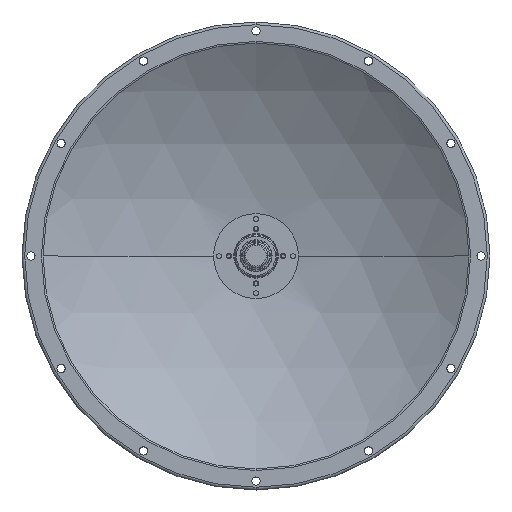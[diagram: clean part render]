
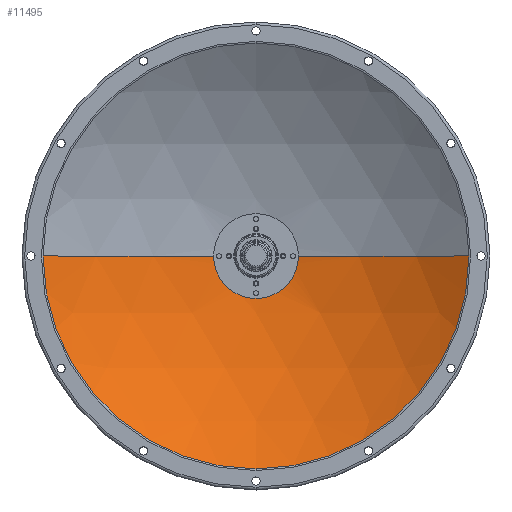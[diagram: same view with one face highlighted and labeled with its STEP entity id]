
A CAD part, top view. The second image highlights one B-rep face of the part: STEP entity #11495.
In plain terms, the highlighted spherical face has radius 336.716 mm.
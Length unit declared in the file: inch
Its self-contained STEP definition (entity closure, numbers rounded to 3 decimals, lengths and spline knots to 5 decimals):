
#567 = VERTEX_POINT ( 'NONE', #44156 ) ;
#642 = VERTEX_POINT ( 'NONE', #44105 ) ;
#649 = VERTEX_POINT ( 'NONE', #44178 ) ;
#682 = VERTEX_POINT ( 'NONE', #44179 ) ;
#686 = VERTEX_POINT ( 'NONE', #44228 ) ;
#691 = VERTEX_POINT ( 'NONE', #44223 ) ;
#1855 = EDGE_LOOP ( 'NONE', ( #7095, #36851, #6859, #37143, #36948, #37097 ) ) ;
#6859 = ORIENTED_EDGE ( 'NONE', *, *, #39757, .T. ) ;
#7095 = ORIENTED_EDGE ( 'NONE', *, *, #13949, .T. ) ;
#11495 = ADVANCED_FACE ( 'NONE', ( #46322 ), #46327, .F. ) ;
#13769 = EDGE_CURVE ( 'NONE', #691, #649, #32043, .T. ) ;
#13949 = EDGE_CURVE ( 'NONE', #686, #682, #32277, .T. ) ;
#15522 = AXIS2_PLACEMENT_3D ( 'NONE', #17122, #17123, #17124 ) ;
#15524 = AXIS2_PLACEMENT_3D ( 'NONE', #17125, #17126, #17127 ) ;
#15526 = AXIS2_PLACEMENT_3D ( 'NONE', #17130, #17131, #17132 ) ;
#17116 = CARTESIAN_POINT ( 'NONE',  ( 0., 2.50017, 0. ) ) ;
#17117 = DIRECTION ( 'NONE',  ( 0., 1., 0. ) ) ;
#17118 = DIRECTION ( 'NONE',  ( 0., 0., -1. ) ) ;
#17122 = CARTESIAN_POINT ( 'NONE',  ( 0., -10.66397, 0. ) ) ;
#17123 = DIRECTION ( 'NONE',  ( 0., 0., 1. ) ) ;
#17124 = DIRECTION ( 'NONE',  ( 1., 0., 0. ) ) ;
#17125 = CARTESIAN_POINT ( 'NONE',  ( 0., 0.01941, 0. ) ) ;
#17126 = DIRECTION ( 'NONE',  ( 0., -1., 0. ) ) ;
#17127 = DIRECTION ( 'NONE',  ( 0., 0., -1. ) ) ;
#17130 = CARTESIAN_POINT ( 'NONE',  ( 0., -10.66397, 0. ) ) ;
#17131 = DIRECTION ( 'NONE',  ( 0., 0., -1. ) ) ;
#17132 = DIRECTION ( 'NONE',  ( -1., 0., 0. ) ) ;
#18239 = CIRCLE ( 'NONE', #15522, 13.25654 ) ;
#18243 = CIRCLE ( 'NONE', #26391, 1.5625 ) ;
#18249 = CIRCLE ( 'NONE', #15524, 7.84865 ) ;
#18250 = CIRCLE ( 'NONE', #15526, 13.25654 ) ;
#25161 = AXIS2_PLACEMENT_3D ( 'NONE', #34441, #34442, #34443 ) ;
#25249 = AXIS2_PLACEMENT_3D ( 'NONE', #31814, #31815, #31817 ) ;
#26391 = AXIS2_PLACEMENT_3D ( 'NONE', #17116, #17117, #17118 ) ;
#31814 = CARTESIAN_POINT ( 'NONE',  ( 0., 2.50017, 0. ) ) ;
#31815 = DIRECTION ( 'NONE',  ( 0., 1., 0. ) ) ;
#31817 = DIRECTION ( 'NONE',  ( 0., 0., -1. ) ) ;
#32043 = CIRCLE ( 'NONE', #25161, 7.84865 ) ;
#32277 = CIRCLE ( 'NONE', #25249, 1.5625 ) ;
#34441 = CARTESIAN_POINT ( 'NONE',  ( 0., 0.01941, 0. ) ) ;
#34442 = DIRECTION ( 'NONE',  ( 0., -1., 0. ) ) ;
#34443 = DIRECTION ( 'NONE',  ( 0., 0., -1. ) ) ;
#36851 = ORIENTED_EDGE ( 'NONE', *, *, #39752, .T. ) ;
#36948 = ORIENTED_EDGE ( 'NONE', *, *, #13769, .T. ) ;
#37097 = ORIENTED_EDGE ( 'NONE', *, *, #39761, .F. ) ;
#37143 = ORIENTED_EDGE ( 'NONE', *, *, #39759, .T. ) ;
#38278 = AXIS2_PLACEMENT_3D ( 'NONE', #47162, #47171, #47172 ) ;
#39752 = EDGE_CURVE ( 'NONE', #682, #642, #18243, .T. ) ;
#39757 = EDGE_CURVE ( 'NONE', #642, #567, #18239, .T. ) ;
#39759 = EDGE_CURVE ( 'NONE', #567, #691, #18249, .T. ) ;
#39761 = EDGE_CURVE ( 'NONE', #686, #649, #18250, .T. ) ;
#44105 = CARTESIAN_POINT ( 'NONE',  ( -1.5625, 2.50017, 0. ) ) ;
#44156 = CARTESIAN_POINT ( 'NONE',  ( -7.84865, 0.01941, 0. ) ) ;
#44178 = CARTESIAN_POINT ( 'NONE',  ( 7.84865, 0.01941, 0. ) ) ;
#44179 = CARTESIAN_POINT ( 'NONE',  ( 0., 2.50017, -1.5625 ) ) ;
#44223 = CARTESIAN_POINT ( 'NONE',  ( 0., 0.01941, -7.84865 ) ) ;
#44228 = CARTESIAN_POINT ( 'NONE',  ( 1.5625, 2.50017, 0. ) ) ;
#46322 = FACE_OUTER_BOUND ( 'NONE', #1855, .T. ) ;
#46327 = SPHERICAL_SURFACE ( 'NONE', #38278, 13.25654 ) ;
#47162 = CARTESIAN_POINT ( 'NONE',  ( 0., -10.66397, 0. ) ) ;
#47171 = DIRECTION ( 'NONE',  ( 0., 0., 1. ) ) ;
#47172 = DIRECTION ( 'NONE',  ( 1., 0., 0. ) ) ;
